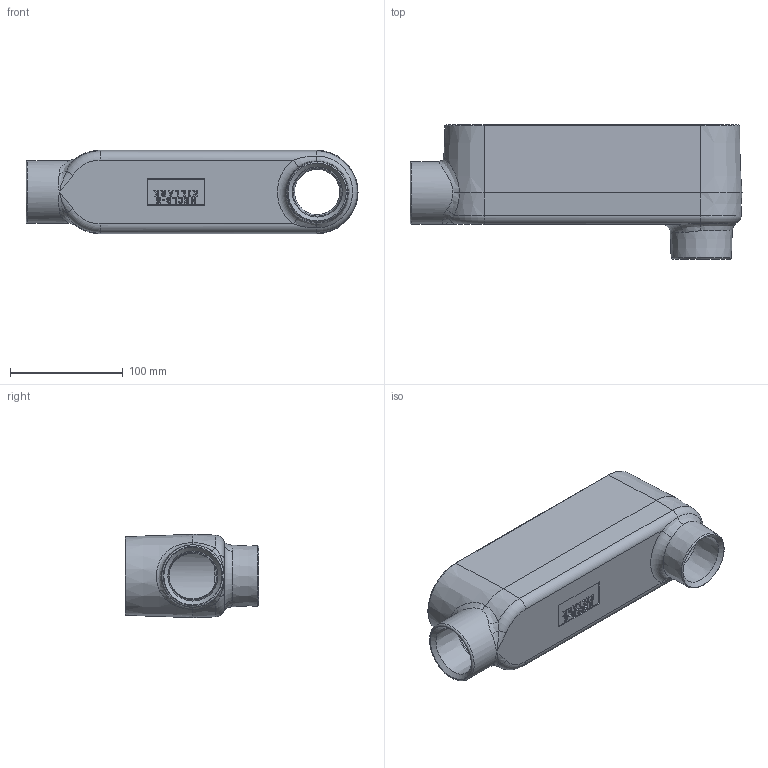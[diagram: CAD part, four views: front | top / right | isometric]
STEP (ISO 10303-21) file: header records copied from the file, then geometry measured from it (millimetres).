
FILE_DESCRIPTION(/* description */ ('','CAx-IF Rec.Pracs.---Representation and Presentation of Product Manufacturing Information (PMI)---4.0---2014-10-13'),/* implementation_level */ '2;1');
FILE_NAME(/* name */ 'KIL_NECLB-5.stp',/* time_stamp */ '2020-09-28T21:01:10+06:00',/* author */ ('kr'),/* organization */ (''),/* preprocessor_version */ 'ST-DEVELOPER v18',/* originating_system */ 'Autodesk Inventor 2020',/* authorisation */ '');
FILE_SCHEMA (('AP242_MANAGED_MODEL_BASED_3D_ENGINEERING_MIM_LF { 1 0 10303 442 1 1 4 }'));
Length unit declared in the file: inch
Products named in the file (1): 0142005-2
Bounding box: 295 x 119.06 x 74.06 mm (x, y, z)
Volume: 397188.8 mm3; surface area: 150287.4 mm2
Topology: 1 solids, 1 shells, 1037 faces, 2818 edges, 1859 vertices
Faces by surface type: plane 456, bspline 447, cone 93, cylinder 23, torus 18
Full cylindrical faces by diameter (mm): 4.496 x2, 55.55 x1
Entity records: 55741 total; most frequent: CARTESIAN_POINT 32873, ORIENTED_EDGE 5624, DIRECTION 3143, EDGE_CURVE 2812, VERTEX_POINT 1859, LINE 1401, VECTOR 1401, EDGE_LOOP 1123
